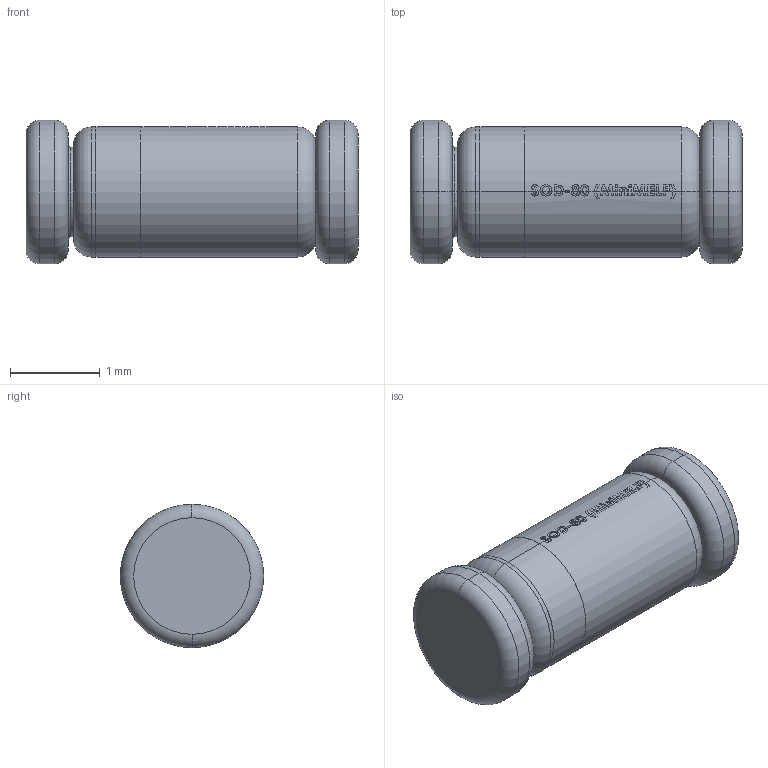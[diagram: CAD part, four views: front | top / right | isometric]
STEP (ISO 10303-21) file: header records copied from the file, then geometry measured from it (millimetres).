
FILE_DESCRIPTION (( 'STEP AP214' ), '1' );
FILE_NAME ('SOD-80 (MiniMELF).STEP', '2019-03-29T05:15:28', ( '' ), ( '' ), 'SwSTEP 2.0', 'SolidWorks 2018', '' );
FILE_SCHEMA (( 'AUTOMOTIVE_DESIGN' ));
Length unit declared in the file: millimetre
Products named in the file (1): SOD-80 (MiniMELF)
Bounding box: 3.7 x 1.6 x 1.6 mm (x, y, z)
Volume: 6.2 mm3; surface area: 23.1 mm2
Topology: 1 solids, 1 shells, 90 faces, 336 edges, 256 vertices
Faces by surface type: cylinder 69, torus 14, plane 7
Entity records: 4948 total; most frequent: CARTESIAN_POINT 1172, ORIENTED_EDGE 672, DIRECTION 479, EDGE_CURVE 336, VERTEX_POINT 256, AXIS2_PLACEMENT_3D 186, B_SPLINE_CURVE_WITH_KNOTS 134, VECTOR 107
